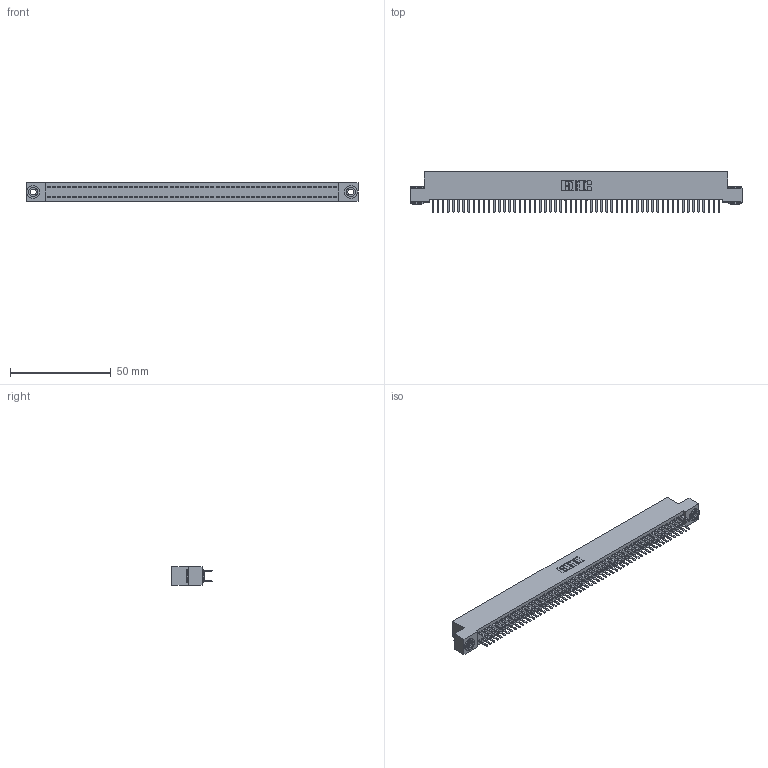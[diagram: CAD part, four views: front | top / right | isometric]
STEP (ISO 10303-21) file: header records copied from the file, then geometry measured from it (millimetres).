
FILE_DESCRIPTION (( 'STEP AP203' ), '1' );
FILE_NAME ('342-114-520-203.STEP', '2018-08-14T12:40:40', ( '' ), ( '' ), 'SwSTEP 2.0', 'SolidWorks 2016', '' );
FILE_SCHEMA (( 'CONFIG_CONTROL_DESIGN' ));
Length unit declared in the file: inch
Products named in the file (4): 342 Part_.156 TH; 345-292-001_345-293-120; 342-250-002_345-250-002-102; 342-114-520-203
Assembly tree (117 placements, depth 2):
  342-114-520-203
    342 Part_.156 TH
    345-292-001_345-293-120  x114
    342-250-002_345-250-002-102  x2
Bounding box: 165.1 x 20.02 x 9.4 mm (x, y, z)
Volume: 14877.9 mm3; surface area: 24683 mm2
Topology: 117 solids, 117 shells, 6532 faces, 18957 edges, 12330 vertices
Faces by surface type: plane 4408, cylinder 2116, cone 8
Entity records: 35362 total; most frequent: CARTESIAN_POINT 5829, ORIENTED_EDGE 5746, DIRECTION 4975, EDGE_CURVE 2873, LINE 2717, VECTOR 2717, VERTEX_POINT 1910, AXIS2_PLACEMENT_3D 1129
